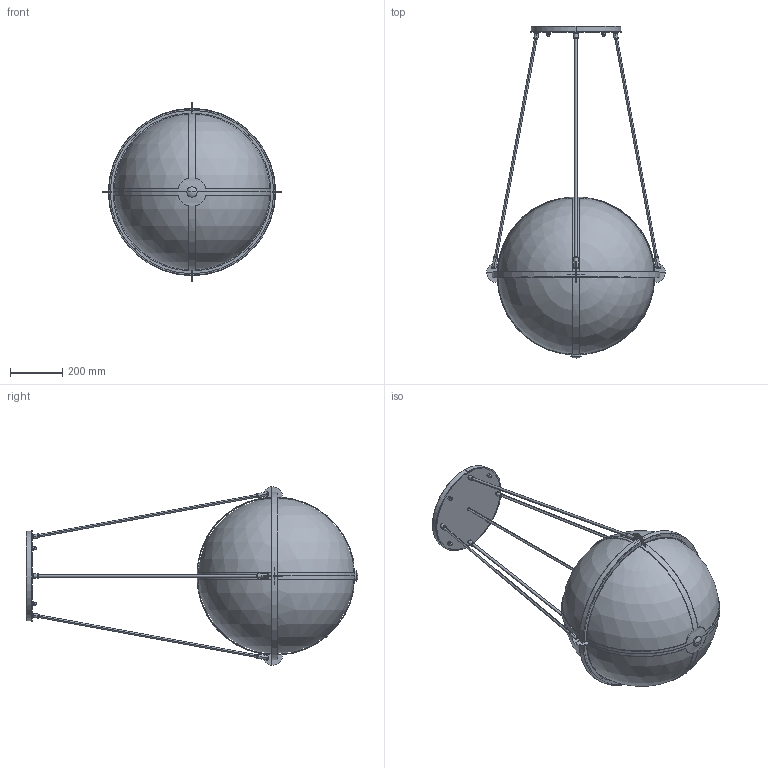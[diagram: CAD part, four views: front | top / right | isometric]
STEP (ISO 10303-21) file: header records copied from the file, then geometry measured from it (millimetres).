
FILE_DESCRIPTION (( 'STEP AP203' ), '1' );
FILE_NAME ('SA 29 600 P._exported.step', '2025-02-09T08:09:34', ( '' ), ( '' ), 'SwSTEP 2.0', 'SolidWorks 2023', '' );
FILE_SCHEMA (( 'CONFIG_CONTROL_DESIGN' ));
Length unit declared in the file: millimetre
Products named in the file (1): SA 29 600 P._exported
Bounding box: 685 x 1269.96 x 685 mm (x, y, z)
Surface area: 2002089.1 mm2 (no closed solid volume)
Topology: 0 solids, 64 shells, 244 faces, 990 edges, 775 vertices
Faces by surface type: plane 102, cylinder 84, torus 44, sphere 14
Entity records: 12028 total; most frequent: CARTESIAN_POINT 3856, DIRECTION 1774, ORIENTED_EDGE 1368, EDGE_CURVE 972, VERTEX_POINT 767, AXIS2_PLACEMENT_3D 717, CIRCLE 472, VECTOR 340
